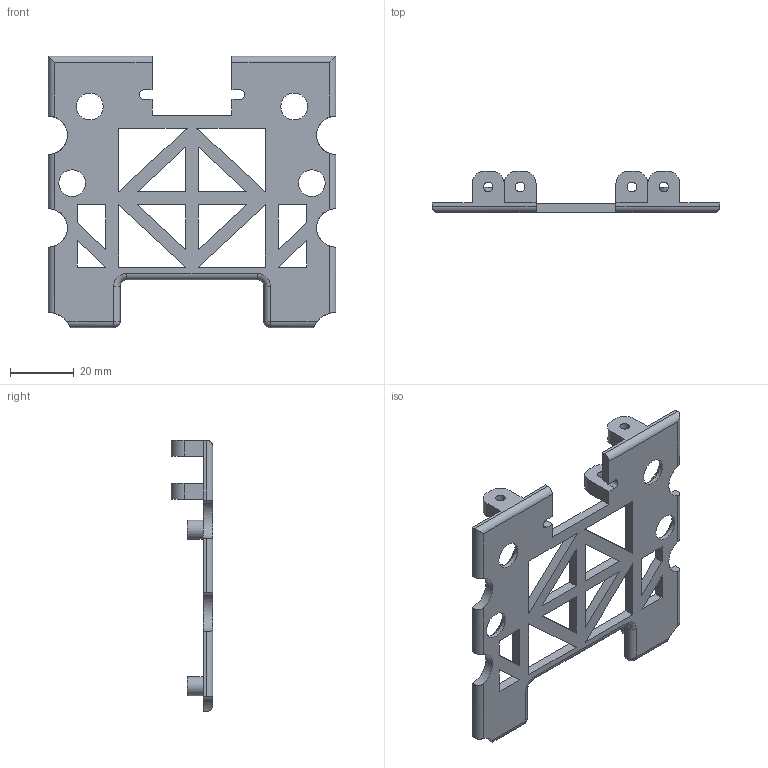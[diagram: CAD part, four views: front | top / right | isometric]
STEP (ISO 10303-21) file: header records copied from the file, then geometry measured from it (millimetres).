
FILE_DESCRIPTION(/* description */ (''),/* implementation_level */ '2;1');
FILE_NAME(/* name */ 'PiPlate v3.step',/* time_stamp */ '2023-07-15T18:15:49+01:00',/* author */ (''),/* organization */ (''),/* preprocessor_version */ 'ST-DEVELOPER v19.2',/* originating_system */ 'Autodesk Translation Framework v12.6.0.85',/* authorisation */ '');
FILE_SCHEMA (('AUTOMOTIVE_DESIGN { 1 0 10303 214 3 1 1 }'));
Length unit declared in the file: millimetre
Products named in the file (1): PiPlate
Bounding box: 90 x 13 x 85 mm (x, y, z)
Volume: 15150 mm3; surface area: 13898.4 mm2
Topology: 1 solids, 1 shells, 149 faces, 395 edges, 256 vertices
Faces by surface type: plane 84, cylinder 53, cone 8, torus 2, sphere 2
Full cylindrical faces by diameter (mm): 2.05 x4, 3 x4, 5 x4, 6 x4, 8.4 x4
Entity records: 4772 total; most frequent: CARTESIAN_POINT 909, ORIENTED_EDGE 782, DIRECTION 777, EDGE_CURVE 391, LINE 281, VECTOR 281, VERTEX_POINT 256, AXIS2_PLACEMENT_3D 248
